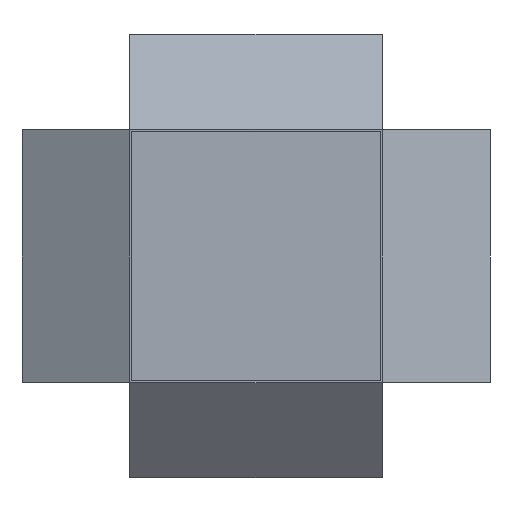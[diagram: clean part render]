
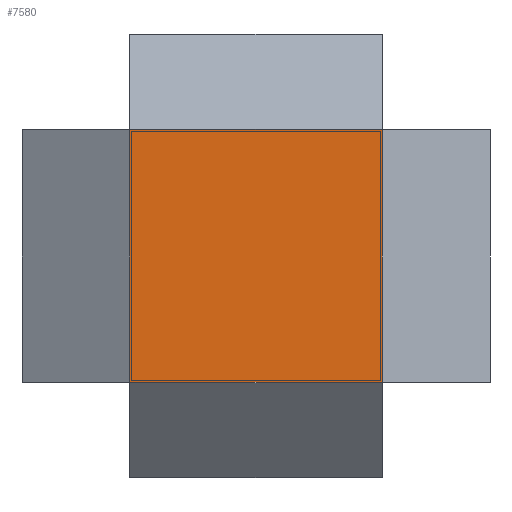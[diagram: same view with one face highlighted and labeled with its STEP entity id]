
A CAD part, front view. The second image highlights one B-rep face of the part: STEP entity #7580.
In plain terms, the highlighted planar face has unit normal (0, -1, 0).
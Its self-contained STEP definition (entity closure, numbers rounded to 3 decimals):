
#506 = AXIS2_PLACEMENT_3D ( 'NONE', #7762, #10608, #2264 ) ;
#728 = DIRECTION ( 'NONE',  ( 1., 0., 0. ) ) ;
#882 = CARTESIAN_POINT ( 'NONE',  ( 0., 0., -508. ) ) ;
#1375 = DIRECTION ( 'NONE',  ( 0., 0., 1. ) ) ;
#1521 = LINE ( 'NONE', #16702, #18071 ) ;
#2264 = DIRECTION ( 'NONE',  ( 0., 0., -1. ) ) ;
#2912 = LINE ( 'NONE', #14888, #12913 ) ;
#3137 = VECTOR ( 'NONE', #5942, 1000. ) ;
#4187 = EDGE_CURVE ( 'NONE', #20274, #10824, #2912, .T. ) ;
#5215 = ORIENTED_EDGE ( 'NONE', *, *, #4187, .F. ) ;
#5854 = CARTESIAN_POINT ( 'NONE',  ( 508., 0., -508. ) ) ;
#5942 = DIRECTION ( 'NONE',  ( -1., 0., 0. ) ) ;
#7100 = LINE ( 'NONE', #9295, #8974 ) ;
#7580 = ADVANCED_FACE ( 'NONE', ( #17340 ), #10726, .T. ) ;
#7762 = CARTESIAN_POINT ( 'NONE',  ( 0., 0., 0. ) ) ;
#8971 = CARTESIAN_POINT ( 'NONE',  ( 0., 0., 0. ) ) ;
#8974 = VECTOR ( 'NONE', #728, 1000. ) ;
#9232 = LINE ( 'NONE', #882, #3137 ) ;
#9295 = CARTESIAN_POINT ( 'NONE',  ( 0., 0., 0. ) ) ;
#9297 = EDGE_CURVE ( 'NONE', #10824, #21160, #7100, .T. ) ;
#9637 = CARTESIAN_POINT ( 'NONE',  ( 508., 0., 0. ) ) ;
#9757 = DIRECTION ( 'NONE',  ( 0., 0., -1. ) ) ;
#10608 = DIRECTION ( 'NONE',  ( 0., -1., 0. ) ) ;
#10726 = PLANE ( 'NONE',  #506 ) ;
#10824 = VERTEX_POINT ( 'NONE', #8971 ) ;
#11815 = EDGE_CURVE ( 'NONE', #21160, #12576, #1521, .T. ) ;
#12576 = VERTEX_POINT ( 'NONE', #5854 ) ;
#12913 = VECTOR ( 'NONE', #1375, 1000. ) ;
#14888 = CARTESIAN_POINT ( 'NONE',  ( 0., 0., 0. ) ) ;
#15877 = CARTESIAN_POINT ( 'NONE',  ( 0., 0., -508. ) ) ;
#16702 = CARTESIAN_POINT ( 'NONE',  ( 508., 0., 0. ) ) ;
#16819 = ORIENTED_EDGE ( 'NONE', *, *, #9297, .F. ) ;
#16902 = EDGE_CURVE ( 'NONE', #12576, #20274, #9232, .T. ) ;
#17340 = FACE_OUTER_BOUND ( 'NONE', #20467, .T. ) ;
#17444 = ORIENTED_EDGE ( 'NONE', *, *, #11815, .F. ) ;
#18071 = VECTOR ( 'NONE', #9757, 1000. ) ;
#19117 = ORIENTED_EDGE ( 'NONE', *, *, #16902, .F. ) ;
#20274 = VERTEX_POINT ( 'NONE', #15877 ) ;
#20467 = EDGE_LOOP ( 'NONE', ( #5215, #19117, #17444, #16819 ) ) ;
#21160 = VERTEX_POINT ( 'NONE', #9637 ) ;
